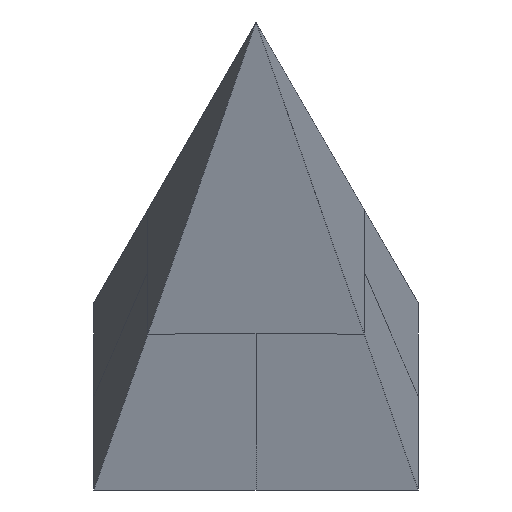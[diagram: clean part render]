
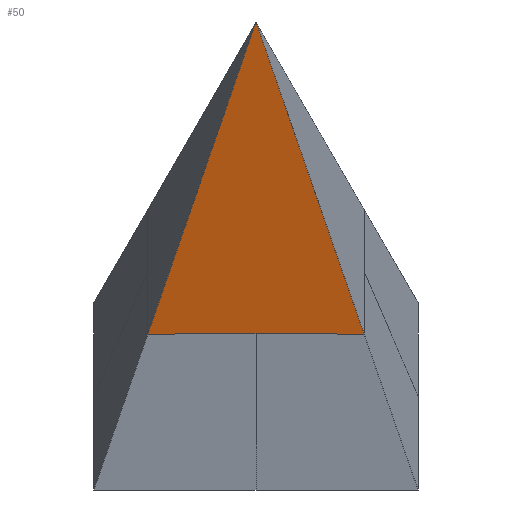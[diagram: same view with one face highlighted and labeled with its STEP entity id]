
A CAD part, isometric view. The second image highlights one B-rep face of the part: STEP entity #50.
In plain terms, the highlighted free-form (B-spline) face has degree [3, 3] with [6, 6] control points.
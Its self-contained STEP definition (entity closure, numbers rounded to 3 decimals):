
#50=ADVANCED_FACE('',(#66),#610,.T.);
#66=FACE_OUTER_BOUND('',#82,.T.);
#82=EDGE_LOOP('',(#116,#117,#118,#119));
#116=ORIENTED_EDGE('',*,*,#372,.T.);
#117=ORIENTED_EDGE('',*,*,#373,.T.);
#118=ORIENTED_EDGE('',*,*,#374,.T.);
#119=ORIENTED_EDGE('',*,*,#375,.T.);
#180=PCURVE('',#610,#244);
#181=PCURVE('',#610,#245);
#182=PCURVE('',#610,#246);
#183=PCURVE('',#610,#247);
#244=DEFINITIONAL_REPRESENTATION('',(#461),#1867);
#245=DEFINITIONAL_REPRESENTATION('',(#463),#1867);
#246=DEFINITIONAL_REPRESENTATION('',(#465),#1867);
#247=DEFINITIONAL_REPRESENTATION('',(#467),#1867);
#308=SURFACE_CURVE('',#460,(#180),.PCURVE_S1.);
#309=SURFACE_CURVE('',#462,(#181),.PCURVE_S1.);
#310=SURFACE_CURVE('',#464,(#182),.PCURVE_S1.);
#311=SURFACE_CURVE('',#466,(#183),.PCURVE_S1.);
#372=EDGE_CURVE('',#565,#564,#308,.T.);
#373=EDGE_CURVE('',#564,#566,#309,.T.);
#374=EDGE_CURVE('',#566,#567,#310,.T.);
#375=EDGE_CURVE('',#567,#565,#311,.T.);
#460=B_SPLINE_CURVE_WITH_KNOTS('',3,(#1186,#1187,#1188,#1189,#1190,#1191),
 .UNSPECIFIED.,.F.,.F.,(4,1,1,4),(0.,0.303,0.606,
0.91),.UNSPECIFIED.);
#461=B_SPLINE_CURVE_WITH_KNOTS('',1,(#1192,#1193),.UNSPECIFIED.,.F.,.F.,
(2,2),(0.,0.91),.UNSPECIFIED.);
#462=B_SPLINE_CURVE_WITH_KNOTS('',3,(#1194,#1195,#1196,#1197,#1198,#1199),
 .UNSPECIFIED.,.F.,.F.,(4,1,1,4),(0.,0.303,0.606,
0.91),.UNSPECIFIED.);
#463=B_SPLINE_CURVE_WITH_KNOTS('',1,(#1200,#1201),.UNSPECIFIED.,.F.,.F.,
(2,2),(0.,0.91),.UNSPECIFIED.);
#464=B_SPLINE_CURVE_WITH_KNOTS('',3,(#1202,#1203,#1204,#1205,#1206,#1207),
 .UNSPECIFIED.,.F.,.F.,(4,1,1,4),(-0.91,-0.606,
-0.303,0.),.UNSPECIFIED.);
#465=B_SPLINE_CURVE_WITH_KNOTS('',1,(#1208,#1209),.UNSPECIFIED.,.F.,.F.,
(2,2),(-0.91,0.),.UNSPECIFIED.);
#466=B_SPLINE_CURVE_WITH_KNOTS('',3,(#1210,#1211,#1212,#1213,#1214,#1215),
 .UNSPECIFIED.,.F.,.F.,(4,1,1,4),(-0.91,-0.606,
-0.303,0.),.UNSPECIFIED.);
#467=B_SPLINE_CURVE_WITH_KNOTS('',1,(#1216,#1217),.UNSPECIFIED.,.F.,.F.,
(2,2),(-0.91,0.),.UNSPECIFIED.);
#564=VERTEX_POINT('',#1182);
#565=VERTEX_POINT('',#1183);
#566=VERTEX_POINT('',#1184);
#567=VERTEX_POINT('',#1185);
#610=B_SPLINE_SURFACE_WITH_KNOTS('',3,3,((#1146,#1147,#1148,#1149,#1150,
#1151),(#1152,#1153,#1154,#1155,#1156,#1157),(#1158,#1159,#1160,#1161,#1162,
#1163),(#1164,#1165,#1166,#1167,#1168,#1169),(#1170,#1171,#1172,#1173,#1174,
#1175),(#1176,#1177,#1178,#1179,#1180,#1181)),.UNSPECIFIED.,.F.,.F.,.F.,
(4,1,1,4),(4,1,1,4),(0.,0.303,0.606,0.91),
(0.,0.303,0.606,0.91),
 .UNSPECIFIED.);
#1146=CARTESIAN_POINT('',(0.,-0.667,-0.333));
#1147=CARTESIAN_POINT('',(-0.037,-0.63,-0.333));
#1148=CARTESIAN_POINT('',(-0.111,-0.556,-0.333));
#1149=CARTESIAN_POINT('',(-0.222,-0.444,-0.333));
#1150=CARTESIAN_POINT('',(-0.296,-0.37,-0.333));
#1151=CARTESIAN_POINT('',(-0.333,-0.333,-0.333));
#1152=CARTESIAN_POINT('',(0.,-0.593,-0.185));
#1153=CARTESIAN_POINT('',(-0.041,-0.56,-0.202));
#1154=CARTESIAN_POINT('',(-0.123,-0.494,-0.235));
#1155=CARTESIAN_POINT('',(-0.247,-0.395,-0.284));
#1156=CARTESIAN_POINT('',(-0.329,-0.329,-0.317));
#1157=CARTESIAN_POINT('',(-0.37,-0.296,-0.333));
#1158=CARTESIAN_POINT('',(0.,-0.444,0.111));
#1159=CARTESIAN_POINT('',(-0.049,-0.42,0.062));
#1160=CARTESIAN_POINT('',(-0.148,-0.37,-0.037));
#1161=CARTESIAN_POINT('',(-0.296,-0.296,-0.185));
#1162=CARTESIAN_POINT('',(-0.395,-0.247,-0.284));
#1163=CARTESIAN_POINT('',(-0.444,-0.222,-0.333));
#1164=CARTESIAN_POINT('',(0.,-0.222,0.556));
#1165=CARTESIAN_POINT('',(-0.062,-0.21,0.457));
#1166=CARTESIAN_POINT('',(-0.185,-0.185,0.259));
#1167=CARTESIAN_POINT('',(-0.37,-0.148,-0.037));
#1168=CARTESIAN_POINT('',(-0.494,-0.123,-0.235));
#1169=CARTESIAN_POINT('',(-0.556,-0.111,-0.333));
#1170=CARTESIAN_POINT('',(0.,-0.074,0.852));
#1171=CARTESIAN_POINT('',(-0.07,-0.07,0.72));
#1172=CARTESIAN_POINT('',(-0.21,-0.062,0.457));
#1173=CARTESIAN_POINT('',(-0.42,-0.049,0.062));
#1174=CARTESIAN_POINT('',(-0.56,-0.041,-0.202));
#1175=CARTESIAN_POINT('',(-0.63,-0.037,-0.333));
#1176=CARTESIAN_POINT('',(0.,0.,1.));
#1177=CARTESIAN_POINT('',(-0.074,0.,0.852));
#1178=CARTESIAN_POINT('',(-0.222,0.,0.556));
#1179=CARTESIAN_POINT('',(-0.444,0.,0.111));
#1180=CARTESIAN_POINT('',(-0.593,0.,-0.185));
#1181=CARTESIAN_POINT('',(-0.667,0.,-0.333));
#1182=CARTESIAN_POINT('',(0.,0.,1.));
#1183=CARTESIAN_POINT('',(0.,-0.667,-0.333));
#1184=CARTESIAN_POINT('',(-0.667,0.,-0.333));
#1185=CARTESIAN_POINT('',(-0.333,-0.333,-0.333));
#1186=CARTESIAN_POINT('',(0.,-0.667,-0.333));
#1187=CARTESIAN_POINT('',(0.,-0.593,-0.185));
#1188=CARTESIAN_POINT('',(0.,-0.444,0.111));
#1189=CARTESIAN_POINT('',(0.,-0.222,0.556));
#1190=CARTESIAN_POINT('',(0.,-0.074,0.852));
#1191=CARTESIAN_POINT('',(0.,0.,1.));
#1192=CARTESIAN_POINT('',(0.,0.));
#1193=CARTESIAN_POINT('',(0.91,0.));
#1194=CARTESIAN_POINT('',(0.,0.,1.));
#1195=CARTESIAN_POINT('',(-0.074,0.,0.852));
#1196=CARTESIAN_POINT('',(-0.222,0.,0.556));
#1197=CARTESIAN_POINT('',(-0.444,0.,0.111));
#1198=CARTESIAN_POINT('',(-0.593,0.,-0.185));
#1199=CARTESIAN_POINT('',(-0.667,0.,-0.333));
#1200=CARTESIAN_POINT('',(0.91,0.));
#1201=CARTESIAN_POINT('',(0.91,0.91));
#1202=CARTESIAN_POINT('',(-0.667,0.,-0.333));
#1203=CARTESIAN_POINT('',(-0.63,-0.037,-0.333));
#1204=CARTESIAN_POINT('',(-0.556,-0.111,-0.333));
#1205=CARTESIAN_POINT('',(-0.444,-0.222,-0.333));
#1206=CARTESIAN_POINT('',(-0.37,-0.296,-0.333));
#1207=CARTESIAN_POINT('',(-0.333,-0.333,-0.333));
#1208=CARTESIAN_POINT('',(0.91,0.91));
#1209=CARTESIAN_POINT('',(0.,0.91));
#1210=CARTESIAN_POINT('',(-0.333,-0.333,-0.333));
#1211=CARTESIAN_POINT('',(-0.296,-0.37,-0.333));
#1212=CARTESIAN_POINT('',(-0.222,-0.444,-0.333));
#1213=CARTESIAN_POINT('',(-0.111,-0.556,-0.333));
#1214=CARTESIAN_POINT('',(-0.037,-0.63,-0.333));
#1215=CARTESIAN_POINT('',(0.,-0.667,-0.333));
#1216=CARTESIAN_POINT('',(0.,0.91));
#1217=CARTESIAN_POINT('',(0.,0.));
#1867=(
GEOMETRIC_REPRESENTATION_CONTEXT(2)
PARAMETRIC_REPRESENTATION_CONTEXT()
REPRESENTATION_CONTEXT('pspace','')
);
